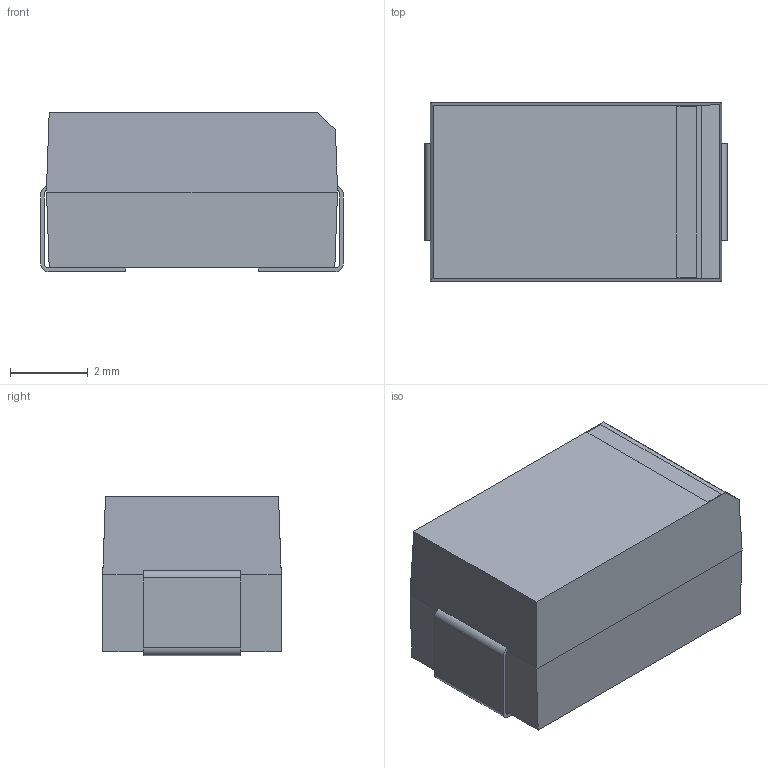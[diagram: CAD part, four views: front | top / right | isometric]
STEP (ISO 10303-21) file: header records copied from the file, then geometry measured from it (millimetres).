
FILE_DESCRIPTION(/* description */ ('Alibre Inc.'),/* implementation_level */ '2;1');
FILE_NAME(/* name */ 'export0',/* time_stamp */ '2013-12-15T21:24:57+02:00',/* author */ (''),/* organization */ (''),/* preprocessor_version */ 'ST-DEVELOPER v14',/* originating_system */ 'Alibre',/* authorisation */ '');
FILE_SCHEMA (('AUTOMOTIVE_DESIGN'));
Length unit declared in the file: centimetre
Bounding box: 7.8 x 4.6 x 4.1 mm (x, y, z)
Volume: 137.2 mm3; surface area: 185.4 mm2
Topology: 1 solids, 1 shells, 38 faces, 113 edges, 74 vertices
Faces by surface type: plane 30, cylinder 8
Entity records: 1289 total; most frequent: ORIENTED_EDGE 226, CARTESIAN_POINT 219, DIRECTION 169, EDGE_CURVE 113, VECTOR 91, LINE 91, VERTEX_POINT 74, AXIS2_PLACEMENT_3D 54
